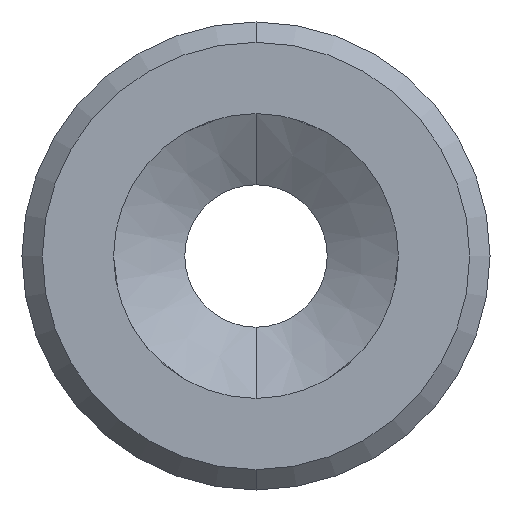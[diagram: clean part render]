
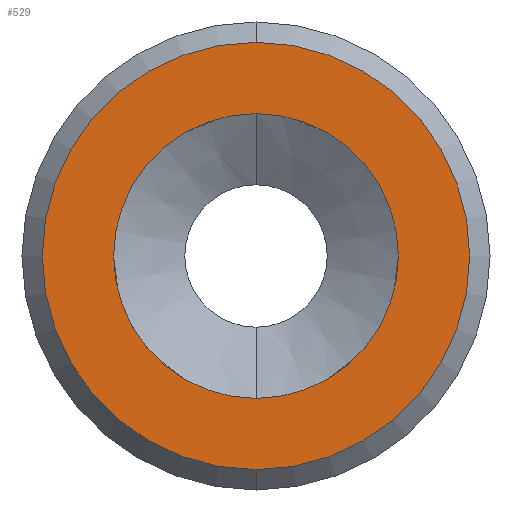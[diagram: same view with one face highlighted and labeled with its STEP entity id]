
A CAD part, front view. The second image highlights one B-rep face of the part: STEP entity #529.
In plain terms, the highlighted planar face has unit normal (0, -1, 0).
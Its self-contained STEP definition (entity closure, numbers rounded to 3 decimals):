
#35 = DIRECTION ( 'NONE',  ( 0., 0., -1. ) ) ;
#47 = CARTESIAN_POINT ( 'NONE',  ( 0., 0., -3.5 ) ) ;
#65 = ORIENTED_EDGE ( 'NONE', *, *, #593, .F. ) ;
#73 = ORIENTED_EDGE ( 'NONE', *, *, #702, .F. ) ;
#171 = ORIENTED_EDGE ( 'NONE', *, *, #205, .T. ) ;
#205 = EDGE_CURVE ( 'NONE', #358, #211, #1012, .T. ) ;
#211 = VERTEX_POINT ( 'NONE', #721 ) ;
#212 = DIRECTION ( 'NONE',  ( 0., 0., -1. ) ) ;
#222 = EDGE_LOOP ( 'NONE', ( #478, #171 ) ) ;
#239 = FACE_OUTER_BOUND ( 'NONE', #222, .T. ) ;
#358 = VERTEX_POINT ( 'NONE', #1211 ) ;
#394 = AXIS2_PLACEMENT_3D ( 'NONE', #628, #948, #626 ) ;
#426 = CARTESIAN_POINT ( 'NONE',  ( 0., 0., 0. ) ) ;
#470 = AXIS2_PLACEMENT_3D ( 'NONE', #1008, #1270, #1254 ) ;
#478 = ORIENTED_EDGE ( 'NONE', *, *, #572, .T. ) ;
#516 = DIRECTION ( 'NONE',  ( 0., -1., 0. ) ) ;
#529 = ADVANCED_FACE ( 'NONE', ( #239, #625 ), #1370, .T. ) ;
#536 = EDGE_LOOP ( 'NONE', ( #73, #65 ) ) ;
#572 = EDGE_CURVE ( 'NONE', #211, #358, #1309, .T. ) ;
#593 = EDGE_CURVE ( 'NONE', #862, #1419, #1257, .T. ) ;
#625 = FACE_BOUND ( 'NONE', #536, .T. ) ;
#626 = DIRECTION ( 'NONE',  ( 0., 0., -1. ) ) ;
#628 = CARTESIAN_POINT ( 'NONE',  ( 0., 0., 0. ) ) ;
#689 = CARTESIAN_POINT ( 'NONE',  ( 0., 0., 3.5 ) ) ;
#691 = DIRECTION ( 'NONE',  ( 0., -1., 0. ) ) ;
#702 = EDGE_CURVE ( 'NONE', #1419, #862, #1303, .T. ) ;
#721 = CARTESIAN_POINT ( 'NONE',  ( 0., 0., 5.25 ) ) ;
#862 = VERTEX_POINT ( 'NONE', #689 ) ;
#948 = DIRECTION ( 'NONE',  ( 0., -1., 0. ) ) ;
#973 = AXIS2_PLACEMENT_3D ( 'NONE', #1275, #516, #1169 ) ;
#1008 = CARTESIAN_POINT ( 'NONE',  ( 0., 0., 0. ) ) ;
#1012 = CIRCLE ( 'NONE', #973, 5.25 ) ;
#1086 = AXIS2_PLACEMENT_3D ( 'NONE', #426, #1319, #212 ) ;
#1154 = CARTESIAN_POINT ( 'NONE',  ( 0., 0., 0. ) ) ;
#1169 = DIRECTION ( 'NONE',  ( 0., 0., -1. ) ) ;
#1211 = CARTESIAN_POINT ( 'NONE',  ( 0., 0., -5.25 ) ) ;
#1254 = DIRECTION ( 'NONE',  ( 0., 0., -1. ) ) ;
#1257 = CIRCLE ( 'NONE', #470, 3.5 ) ;
#1270 = DIRECTION ( 'NONE',  ( 0., -1., 0. ) ) ;
#1275 = CARTESIAN_POINT ( 'NONE',  ( 0., 0., 0. ) ) ;
#1303 = CIRCLE ( 'NONE', #1086, 3.5 ) ;
#1309 = CIRCLE ( 'NONE', #394, 5.25 ) ;
#1319 = DIRECTION ( 'NONE',  ( 0., -1., 0. ) ) ;
#1370 = PLANE ( 'NONE',  #1391 ) ;
#1391 = AXIS2_PLACEMENT_3D ( 'NONE', #1154, #691, #35 ) ;
#1419 = VERTEX_POINT ( 'NONE', #47 ) ;
